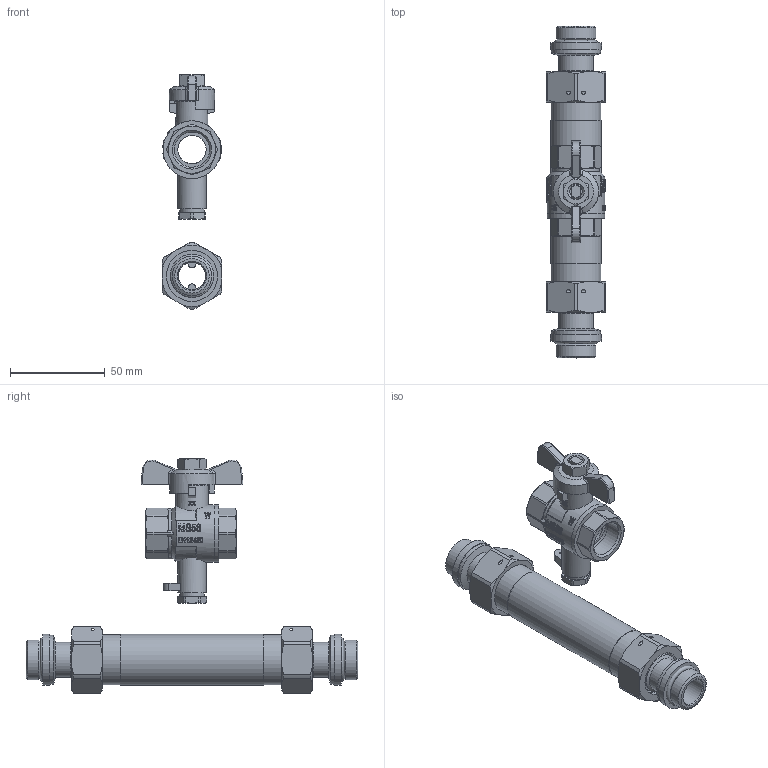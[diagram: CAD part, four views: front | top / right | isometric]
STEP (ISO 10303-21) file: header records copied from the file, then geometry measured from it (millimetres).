
FILE_DESCRIPTION(/* description */ ('Unknown'),/* implementation_level */ '2;1');
FILE_NAME(/* name */ '80180002',/* time_stamp */ '2023-07-12T13:14:28+02:00',/* author */ ('Unknown'),/* organization */ ('Unknown'),/* preprocessor_version */ 'ST-DEVELOPER v18.102',/* originating_system */ 'Solid Edge',/* authorisation */ 'Unknown');
FILE_SCHEMA (('AUTOMOTIVE_DESIGN { 1 0 10303 214 3 1 1 }','AUTOMOTIVE_DESIGN {1 0 10303 214 3 1 1}'));
Length unit declared in the file: millimetre
Products named in the file (20): 80180002; 98708712-3_4x110; 725-45; Speerring; Dichtung; St_tze; O-Ring; Stopring; _berwurfmutter; 712-04_oa_0; Spindel-co_oa_1; Mutter-Fl-G; Spindel; Stopfbuchse; Fl_gelgriff; Kvrper-co_oa_2; Einschraubteil; Kvrper; Schtaube
Assembly tree (20 placements, depth 4):
  80180002
    98708712-3_4x110
    725-45  x2
      Speerring
      Dichtung
      St_tze
      O-Ring
      Stopring
      _berwurfmutter
    712-04_oa_0
      Spindel-co_oa_1
        Mutter-Fl-G
        Spindel
        Stopfbuchse
        Fl_gelgriff
      Kvrper-co_oa_2
        Einschraubteil
        Kvrper
        Dichtung
        Schtaube
Bounding box: 31.7 x 175.6 x 124.25 mm (x, y, z)
Volume: 83395 mm3; surface area: 57617.1 mm2
Topology: 21 solids, 21 shells, 1271 faces, 3457 edges, 2286 vertices
Faces by surface type: plane 963, cylinder 186, cone 108, torus 8, bspline 4, sphere 2
Full cylindrical faces by diameter (mm): 1.5 x3, 5 x1, 5.9 x1, 6.7 x1, 6.75 x1, 8.92 x1, 9 x3, 9.1 x1, 10 x2, 10.5 x1, 10.8 x1, 12 x1, 12.5 x1, 13 x1, 14 x1, 14.5 x2, 15 x3, 16 x2, 17 x1, 18.5 x3, 18.6 x2, 18.631 x4, 18.9 x1, 20.9 x2, 20.955 x4, 21 x2, 21.6 x2, 23 x2, 24 x8, 24.117 x4
Entity records: 47049 total; most frequent: CARTESIAN_POINT 8586, DIRECTION 7162, ORIENTED_EDGE 6304, EDGE_CURVE 3152, AXIS2_PLACEMENT_3D 2952, VERTEX_POINT 2141, FACE_BOUND 1385, EDGE_LOOP 1383
